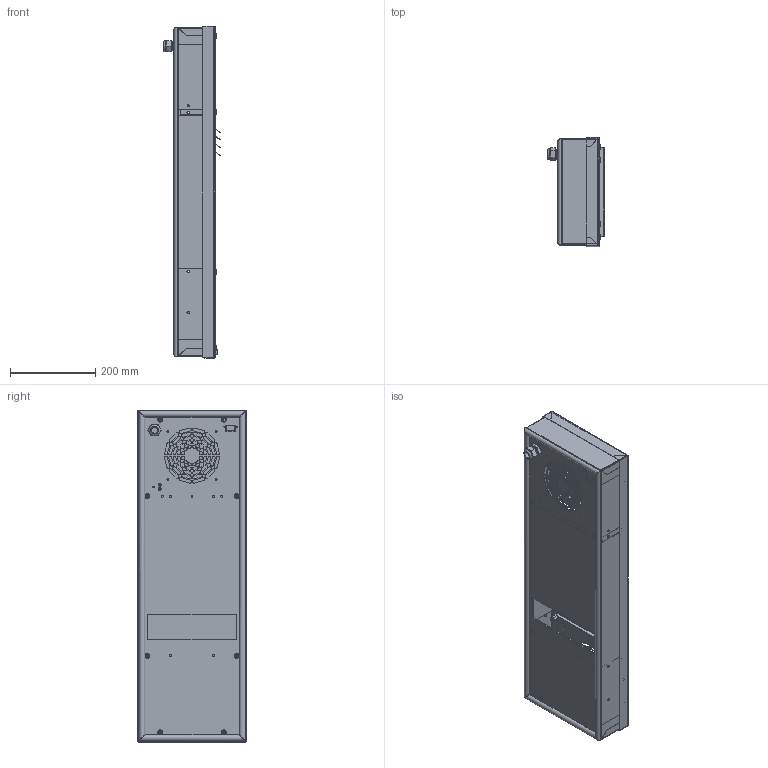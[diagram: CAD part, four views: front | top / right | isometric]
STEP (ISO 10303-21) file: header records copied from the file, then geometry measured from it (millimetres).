
FILE_DESCRIPTION( ( 'Unknown' ), '1' );
FILE_NAME( 'XVH30.stp', 'Unknown', ( 'Unknown' ), ( 'Unknown' ), 'PSStep 14.0', 'Unknown', ' ' );
FILE_SCHEMA( ( 'AUTOMOTIVE_DESIGN { 1 0 10303 214 1 1 1 1 }' ) );
Length unit declared in the file: millimetre
Products named in the file (43): XVH30002; Isolante coperchio 253 x 778 x 3; Profilo interno coperchio; Profilo interno coperchio-oa20; INNESTO MASCHIO DOPPIO _ 0353000495; INSERTO M6 ESAGONALE CHIUSO CON BORDO _ 1201400070; XVH30001; INSERTO-M4_CIR_AP_S-BORDO; Profilo posteriore interno telaio; Profilo laterale interno telaio; Profilo laterale interno telaio-oa0; Profilo interno rinforzo telaio; Profilo interno rinforzo telaio-oa1; Profilo interno rinforzo telaio-oa2; Profilo interno rinforzo telaio-oa3; Staffa interna ventilatori telaio; Staffa interna ventilatori telaio-oa4; Staffa interna ventilatori telaio-oa5; Staffa interna ventilatori telaio-oa6; Isolante laterale telaio 85 x 358 x 3; INSERTO-M6_CIR_AP_C-DISTANZIAE; INSERTO 4.2; INSERTO 4.2-oa7; INSERTO 4.2-oa8; INSERTO 4.2-oa9; INSERTO 4.2-oa10; INSERTO 4.2-oa11; INSERTO 4.2-oa12; INSERTO 4.2-oa13; INSERTO 4.2-oa14; INSERTO 4.2-oa15; Isolante posteriore telaio 235 x 256 x 3; PERNO FILETTATO A PRESSIONE CP15 0 040.12; Isolante laterale telaio; Isolante schiena telaio; Assem1; PRESSACAVO OBO PG16 _ 0354600111; GUARNIZIONE A FILO 14x8-oa16; GUARNIZIONE A FILO 14x8-oa17; GUARNIZIONE A FILO 14x8-oa18 ...
Assembly tree (67 placements, depth 3):
  Assem1
    PRESSACAVO OBO PG16 _ 0354600111
    GUARNIZIONE A FILO 14x8-oa16
    GUARNIZIONE A FILO 14x8-oa17
    GUARNIZIONE A FILO 14x8-oa18
    GUARNIZIONE A FILO 14x8-oa19
    XVH30001
      INSERTO-M4_CIR_AP_S-BORDO  x8
      Profilo posteriore interno telaio
      Profilo laterale interno telaio
      Profilo laterale interno telaio-oa0
      Profilo interno rinforzo telaio
      Profilo interno rinforzo telaio-oa1
      Profilo interno rinforzo telaio-oa2
      Profilo interno rinforzo telaio-oa3
      Staffa interna ventilatori telaio
      Staffa interna ventilatori telaio-oa4
      Staffa interna ventilatori telaio-oa5
      Staffa interna ventilatori telaio-oa6
      Isolante laterale telaio 85 x 358 x 3  x2
      INSERTO-M6_CIR_AP_C-DISTANZIAE
      INSERTO 4.2  x3
      INSERTO 4.2-oa7
      INSERTO 4.2-oa8
      INSERTO 4.2-oa9
      INSERTO 4.2-oa10
      INSERTO 4.2-oa11
      INSERTO 4.2-oa12
      INSERTO 4.2-oa13
      INSERTO 4.2-oa14
      INSERTO 4.2-oa15
      Isolante posteriore telaio 235 x 256 x 3
      PERNO FILETTATO A PRESSIONE CP15 0 040.12  x2
      Isolante laterale telaio
      Isolante schiena telaio
      XVH30001
      INSERTO M6 ESAGONALE CHIUSO CON BORDO _ 1201400070  x8
    XVH30002
      Isolante coperchio 253 x 778 x 3
      Profilo interno coperchio
      Profilo interno coperchio-oa20
      INNESTO MASCHIO DOPPIO _ 0353000495
      XVH30002
      INSERTO M6 ESAGONALE CHIUSO CON BORDO _ 1201400070  x7
Bounding box: 133.61 x 255 x 780 mm (x, y, z)
Volume: 1790955.9 mm3; surface area: 2094274.3 mm2
Topology: 65 solids, 65 shells, 2268 faces, 6213 edges, 4079 vertices
Faces by surface type: plane 1418, cylinder 594, cone 239, bspline 16, torus 1
Full cylindrical faces by diameter (mm): 1 x1, 2 x4, 2.7 x2, 3 x12, 3.242 x8, 3.5 x1, 4 x5, 4.5 x84, 4.917 x16, 5 x8, 6 x16, 6.5 x2, 8 x1, 8.2 x15, 9 x2, 12 x16, 14 x2, 14.4 x1, 17.3 x1, 22.5 x1, 26 x1, 32 x1
Entity records: 74566 total; most frequent: CARTESIAN_POINT 11115, ORIENTED_EDGE 9746, DIRECTION 9696, EDGE_CURVE 4873, LINE 3590, VECTOR 3590, VERTEX_POINT 3300, AXIS2_PLACEMENT_3D 3053
